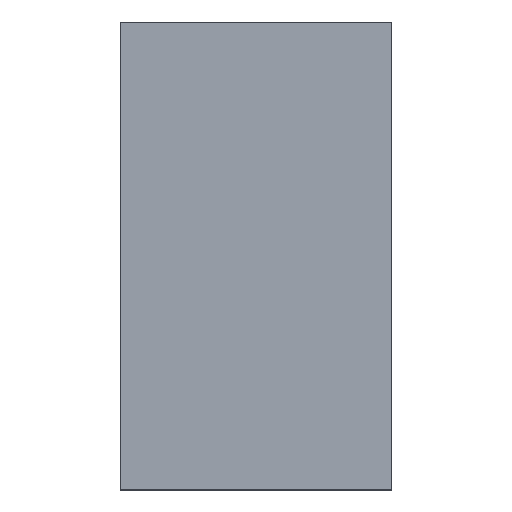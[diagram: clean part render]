
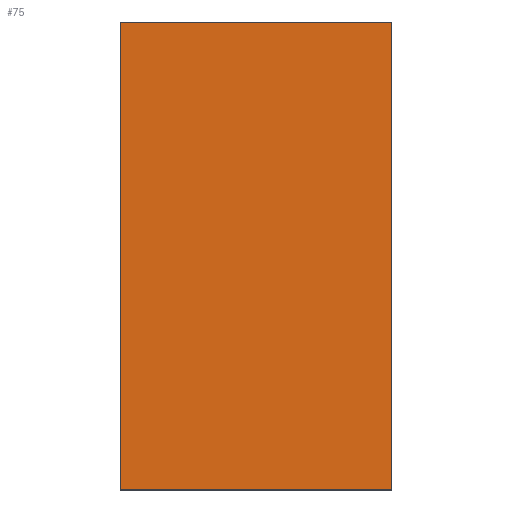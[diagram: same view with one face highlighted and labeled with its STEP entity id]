
A CAD part, left-side view. The second image highlights one B-rep face of the part: STEP entity #75.
In plain terms, the highlighted planar face has unit normal (-1, 0, 0).
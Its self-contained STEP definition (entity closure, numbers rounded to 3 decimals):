
#20 = VERTEX_POINT ( 'NONE', #191 ) ;
#22 = VERTEX_POINT ( 'NONE', #190 ) ;
#23 = EDGE_CURVE ( 'NONE', #20, #22, #123, .T. ) ;
#34 = ORIENTED_EDGE ( 'NONE', *, *, #61, .T. ) ;
#35 = ORIENTED_EDGE ( 'NONE', *, *, #222, .T. ) ;
#36 = ORIENTED_EDGE ( 'NONE', *, *, #23, .F. ) ;
#61 = EDGE_CURVE ( 'NONE', #20, #223, #146, .T. ) ;
#75 = ADVANCED_FACE ( 'NONE', ( #127 ), #265, .F. ) ;
#83 = ORIENTED_EDGE ( 'NONE', *, *, #517, .F. ) ;
#120 = DIRECTION ( 'NONE',  ( 0., 0., -1. ) ) ;
#121 = VECTOR ( 'NONE', #120, 1000. ) ;
#122 = CARTESIAN_POINT ( 'NONE',  ( -1., -0.03, 1.595 ) ) ;
#123 = LINE ( 'NONE', #122, #121 ) ;
#127 = FACE_OUTER_BOUND ( 'NONE', #518, .T. ) ;
#143 = DIRECTION ( 'NONE',  ( 0., 1., 0. ) ) ;
#144 = VECTOR ( 'NONE', #143, 1000. ) ;
#145 = CARTESIAN_POINT ( 'NONE',  ( -1., 0.73, 0.655 ) ) ;
#146 = LINE ( 'NONE', #145, #144 ) ;
#169 = VERTEX_POINT ( 'NONE', #389 ) ;
#190 = CARTESIAN_POINT ( 'NONE',  ( -1., -0.03, -0.655 ) ) ;
#191 = CARTESIAN_POINT ( 'NONE',  ( -1., -0.03, 0.655 ) ) ;
#222 = EDGE_CURVE ( 'NONE', #223, #169, #481, .T. ) ;
#223 = VERTEX_POINT ( 'NONE', #471 ) ;
#260 = DIRECTION ( 'NONE',  ( 0., 0., -1. ) ) ;
#261 = DIRECTION ( 'NONE',  ( 1., 0., 0. ) ) ;
#262 = AXIS2_PLACEMENT_3D ( 'NONE', #264, #261, #260 ) ;
#264 = CARTESIAN_POINT ( 'NONE',  ( -1., 0.7, -0.625 ) ) ;
#265 = PLANE ( 'NONE',  #262 ) ;
#389 = CARTESIAN_POINT ( 'NONE',  ( -1., 0.73, -0.655 ) ) ;
#430 = DIRECTION ( 'NONE',  ( 0., 1., 0. ) ) ;
#431 = VECTOR ( 'NONE', #430, 1000. ) ;
#432 = CARTESIAN_POINT ( 'NONE',  ( -1., 0.73, -0.655 ) ) ;
#433 = LINE ( 'NONE', #432, #431 ) ;
#471 = CARTESIAN_POINT ( 'NONE',  ( -1., 0.73, 0.655 ) ) ;
#472 = DIRECTION ( 'NONE',  ( 0., 0., -1. ) ) ;
#473 = VECTOR ( 'NONE', #472, 1000. ) ;
#474 = CARTESIAN_POINT ( 'NONE',  ( -1., 0.73, 1.595 ) ) ;
#481 = LINE ( 'NONE', #474, #473 ) ;
#517 = EDGE_CURVE ( 'NONE', #22, #169, #433, .T. ) ;
#518 = EDGE_LOOP ( 'NONE', ( #36, #34, #35, #83 ) ) ;
